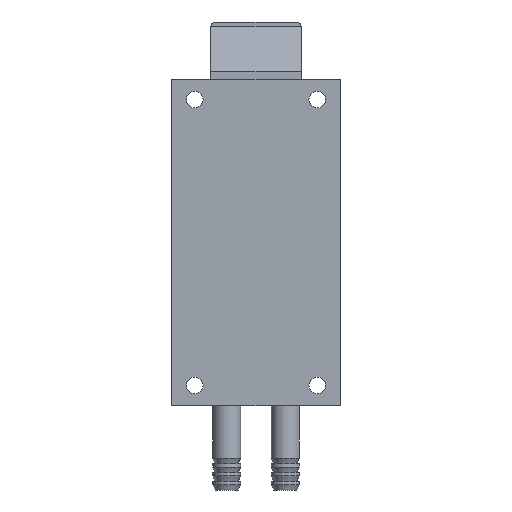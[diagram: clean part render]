
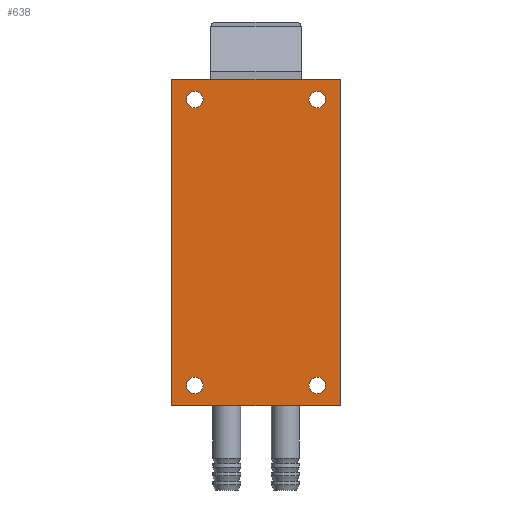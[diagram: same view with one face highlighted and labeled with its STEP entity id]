
A CAD part, front view. The second image highlights one B-rep face of the part: STEP entity #638.
In plain terms, the highlighted planar face has unit normal (0, -1, 0).
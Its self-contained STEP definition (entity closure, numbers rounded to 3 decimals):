
#6 = EDGE_CURVE ( 'NONE', #157, #3424, #3214, .T. ) ;
#49 = EDGE_LOOP ( 'NONE', ( #780, #1993 ) ) ;
#79 = CIRCLE ( 'NONE', #1785, 3.25 ) ;
#97 = EDGE_CURVE ( 'NONE', #1450, #3017, #453, .T. ) ;
#138 = VECTOR ( 'NONE', #2241, 1000. ) ;
#145 = ORIENTED_EDGE ( 'NONE', *, *, #3730, .F. ) ;
#157 = VERTEX_POINT ( 'NONE', #1525 ) ;
#249 = CARTESIAN_POINT ( 'NONE',  ( -24., -7.4, 52.75 ) ) ;
#393 = CIRCLE ( 'NONE', #3437, 3.25 ) ;
#403 = DIRECTION ( 'NONE',  ( 0., 1., 0. ) ) ;
#425 = CARTESIAN_POINT ( 'NONE',  ( -24., -7.4, -59.25 ) ) ;
#443 = CARTESIAN_POINT ( 'NONE',  ( 24., -7.4, 56. ) ) ;
#453 = CIRCLE ( 'NONE', #3136, 3.25 ) ;
#508 = CARTESIAN_POINT ( 'NONE',  ( -24., -7.4, -52.75 ) ) ;
#519 = DIRECTION ( 'NONE',  ( 0., 1., 0. ) ) ;
#538 = CIRCLE ( 'NONE', #4077, 3.25 ) ;
#542 = EDGE_CURVE ( 'NONE', #819, #1502, #4180, .T. ) ;
#625 = EDGE_CURVE ( 'NONE', #3686, #1005, #3870, .T. ) ;
#638 = ADVANCED_FACE ( 'NONE', ( #1226, #2982, #3779, #2429, #2880 ), #2308, .F. ) ;
#664 = VECTOR ( 'NONE', #4019, 1000. ) ;
#780 = ORIENTED_EDGE ( 'NONE', *, *, #2877, .T. ) ;
#785 = CARTESIAN_POINT ( 'NONE',  ( -33., -7.4, 64. ) ) ;
#787 = DIRECTION ( 'NONE',  ( 0., 0., 1. ) ) ;
#819 = VERTEX_POINT ( 'NONE', #1848 ) ;
#896 = CARTESIAN_POINT ( 'NONE',  ( -33., -7.4, -64. ) ) ;
#931 = DIRECTION ( 'NONE',  ( 0., 1., 0. ) ) ;
#932 = LINE ( 'NONE', #896, #138 ) ;
#1005 = VERTEX_POINT ( 'NONE', #249 ) ;
#1081 = CARTESIAN_POINT ( 'NONE',  ( -24., -7.4, -56. ) ) ;
#1099 = CARTESIAN_POINT ( 'NONE',  ( -33., -7.4, -64. ) ) ;
#1115 = AXIS2_PLACEMENT_3D ( 'NONE', #2968, #3637, #2431 ) ;
#1226 = FACE_BOUND ( 'NONE', #4190, .T. ) ;
#1227 = CIRCLE ( 'NONE', #1982, 3.25 ) ;
#1317 = EDGE_CURVE ( 'NONE', #1005, #3686, #1227, .T. ) ;
#1340 = CARTESIAN_POINT ( 'NONE',  ( 24., -7.4, 56. ) ) ;
#1424 = CARTESIAN_POINT ( 'NONE',  ( 24., -7.4, -56. ) ) ;
#1441 = DIRECTION ( 'NONE',  ( 0., 1., 0. ) ) ;
#1450 = VERTEX_POINT ( 'NONE', #508 ) ;
#1481 = DIRECTION ( 'NONE',  ( 0., 0., 1. ) ) ;
#1502 = VERTEX_POINT ( 'NONE', #1541 ) ;
#1525 = CARTESIAN_POINT ( 'NONE',  ( 33., -7.4, 64. ) ) ;
#1541 = CARTESIAN_POINT ( 'NONE',  ( 24., -7.4, 59.25 ) ) ;
#1549 = CIRCLE ( 'NONE', #3125, 3.25 ) ;
#1689 = DIRECTION ( 'NONE',  ( 0., 1., 0. ) ) ;
#1703 = CARTESIAN_POINT ( 'NONE',  ( 24., -7.4, -52.75 ) ) ;
#1705 = VERTEX_POINT ( 'NONE', #1703 ) ;
#1729 = CARTESIAN_POINT ( 'NONE',  ( 24., -7.4, -56. ) ) ;
#1747 = DIRECTION ( 'NONE',  ( 0., 0., 1. ) ) ;
#1770 = VERTEX_POINT ( 'NONE', #2398 ) ;
#1785 = AXIS2_PLACEMENT_3D ( 'NONE', #1424, #3753, #1747 ) ;
#1796 = CARTESIAN_POINT ( 'NONE',  ( -24., -7.4, 59.25 ) ) ;
#1802 = ORIENTED_EDGE ( 'NONE', *, *, #3863, .F. ) ;
#1808 = ORIENTED_EDGE ( 'NONE', *, *, #542, .T. ) ;
#1843 = VERTEX_POINT ( 'NONE', #1099 ) ;
#1848 = CARTESIAN_POINT ( 'NONE',  ( 24., -7.4, 52.75 ) ) ;
#1855 = ORIENTED_EDGE ( 'NONE', *, *, #1317, .T. ) ;
#1943 = ORIENTED_EDGE ( 'NONE', *, *, #2966, .T. ) ;
#1947 = ORIENTED_EDGE ( 'NONE', *, *, #3028, .T. ) ;
#1982 = AXIS2_PLACEMENT_3D ( 'NONE', #3436, #1441, #3770 ) ;
#1993 = ORIENTED_EDGE ( 'NONE', *, *, #97, .T. ) ;
#2068 = DIRECTION ( 'NONE',  ( 0., 0., 1. ) ) ;
#2241 = DIRECTION ( 'NONE',  ( -1., 0., 0. ) ) ;
#2308 = PLANE ( 'NONE',  #2457 ) ;
#2398 = CARTESIAN_POINT ( 'NONE',  ( 24., -7.4, -59.25 ) ) ;
#2429 = FACE_BOUND ( 'NONE', #3510, .T. ) ;
#2431 = DIRECTION ( 'NONE',  ( 0., 0., 1. ) ) ;
#2447 = VECTOR ( 'NONE', #3833, 1000. ) ;
#2456 = ORIENTED_EDGE ( 'NONE', *, *, #3807, .F. ) ;
#2457 = AXIS2_PLACEMENT_3D ( 'NONE', #3086, #519, #3173 ) ;
#2641 = ORIENTED_EDGE ( 'NONE', *, *, #3556, .T. ) ;
#2652 = LINE ( 'NONE', #3806, #3532 ) ;
#2671 = EDGE_LOOP ( 'NONE', ( #1808, #1947 ) ) ;
#2679 = DIRECTION ( 'NONE',  ( 0., 0., 1. ) ) ;
#2739 = ORIENTED_EDGE ( 'NONE', *, *, #6, .F. ) ;
#2771 = DIRECTION ( 'NONE',  ( 0., 0., 1. ) ) ;
#2773 = DIRECTION ( 'NONE',  ( 0., 1., 0. ) ) ;
#2824 = ORIENTED_EDGE ( 'NONE', *, *, #625, .T. ) ;
#2836 = CARTESIAN_POINT ( 'NONE',  ( -33., -7.4, 64. ) ) ;
#2877 = EDGE_CURVE ( 'NONE', #3017, #1450, #393, .T. ) ;
#2880 = FACE_BOUND ( 'NONE', #2671, .T. ) ;
#2966 = EDGE_CURVE ( 'NONE', #1770, #1705, #79, .T. ) ;
#2968 = CARTESIAN_POINT ( 'NONE',  ( -24., -7.4, 56. ) ) ;
#2982 = FACE_BOUND ( 'NONE', #49, .T. ) ;
#2988 = CARTESIAN_POINT ( 'NONE',  ( 33., -7.4, -64. ) ) ;
#3017 = VERTEX_POINT ( 'NONE', #425 ) ;
#3028 = EDGE_CURVE ( 'NONE', #1502, #819, #1549, .T. ) ;
#3086 = CARTESIAN_POINT ( 'NONE',  ( 0., -7.4, 0. ) ) ;
#3125 = AXIS2_PLACEMENT_3D ( 'NONE', #443, #2773, #787 ) ;
#3136 = AXIS2_PLACEMENT_3D ( 'NONE', #1081, #403, #2771 ) ;
#3173 = DIRECTION ( 'NONE',  ( 0., 0., 1. ) ) ;
#3212 = LINE ( 'NONE', #2836, #2447 ) ;
#3214 = LINE ( 'NONE', #2988, #664 ) ;
#3291 = CARTESIAN_POINT ( 'NONE',  ( 33., -7.4, -64. ) ) ;
#3361 = EDGE_LOOP ( 'NONE', ( #2739, #2456, #145, #1802 ) ) ;
#3424 = VERTEX_POINT ( 'NONE', #3291 ) ;
#3430 = AXIS2_PLACEMENT_3D ( 'NONE', #1340, #931, #2679 ) ;
#3436 = CARTESIAN_POINT ( 'NONE',  ( -24., -7.4, 56. ) ) ;
#3437 = AXIS2_PLACEMENT_3D ( 'NONE', #3685, #1689, #4016 ) ;
#3510 = EDGE_LOOP ( 'NONE', ( #1943, #2641 ) ) ;
#3532 = VECTOR ( 'NONE', #1481, 1000. ) ;
#3556 = EDGE_CURVE ( 'NONE', #1705, #1770, #538, .T. ) ;
#3637 = DIRECTION ( 'NONE',  ( 0., 1., 0. ) ) ;
#3660 = VERTEX_POINT ( 'NONE', #785 ) ;
#3685 = CARTESIAN_POINT ( 'NONE',  ( -24., -7.4, -56. ) ) ;
#3686 = VERTEX_POINT ( 'NONE', #1796 ) ;
#3730 = EDGE_CURVE ( 'NONE', #1843, #3660, #2652, .T. ) ;
#3753 = DIRECTION ( 'NONE',  ( 0., 1., 0. ) ) ;
#3770 = DIRECTION ( 'NONE',  ( 0., 0., 1. ) ) ;
#3779 = FACE_OUTER_BOUND ( 'NONE', #3361, .T. ) ;
#3806 = CARTESIAN_POINT ( 'NONE',  ( -33., -7.4, -64. ) ) ;
#3807 = EDGE_CURVE ( 'NONE', #3660, #157, #3212, .T. ) ;
#3833 = DIRECTION ( 'NONE',  ( 1., 0., 0. ) ) ;
#3863 = EDGE_CURVE ( 'NONE', #3424, #1843, #932, .T. ) ;
#3870 = CIRCLE ( 'NONE', #1115, 3.25 ) ;
#4016 = DIRECTION ( 'NONE',  ( 0., 0., 1. ) ) ;
#4019 = DIRECTION ( 'NONE',  ( 0., 0., -1. ) ) ;
#4063 = DIRECTION ( 'NONE',  ( 0., 1., 0. ) ) ;
#4077 = AXIS2_PLACEMENT_3D ( 'NONE', #1729, #4063, #2068 ) ;
#4180 = CIRCLE ( 'NONE', #3430, 3.25 ) ;
#4190 = EDGE_LOOP ( 'NONE', ( #1855, #2824 ) ) ;
